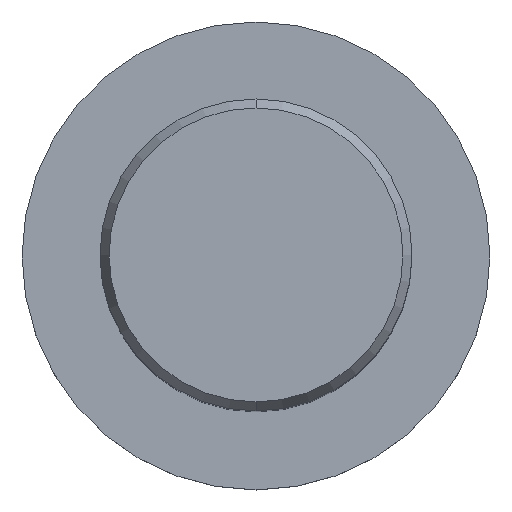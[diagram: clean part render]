
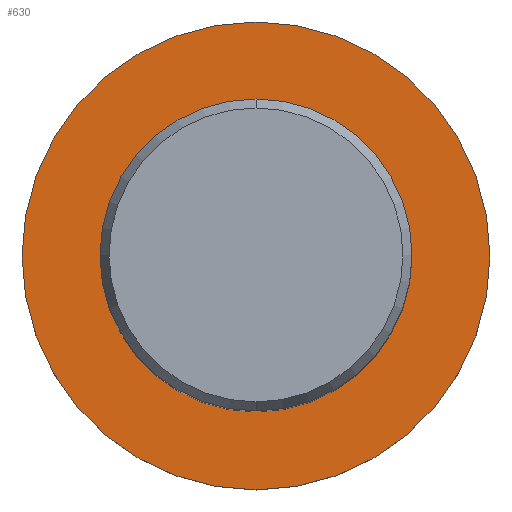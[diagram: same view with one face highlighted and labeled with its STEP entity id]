
A CAD part, top view. The second image highlights one B-rep face of the part: STEP entity #630.
In plain terms, the highlighted planar face has unit normal (0, 0, 1).
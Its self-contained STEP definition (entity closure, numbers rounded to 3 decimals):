
#382=VERTEX_POINT('',#858);
#530=EDGE_CURVE('',#540,#574,#1016,.T.);
#540=VERTEX_POINT('',#1027);
#548=EDGE_CURVE('',#574,#540,#1036,.T.);
#564=VERTEX_POINT('',#1052);
#566=EDGE_CURVE('',#564,#382,#1054,.T.);
#574=VERTEX_POINT('',#1062);
#578=EDGE_CURVE('',#382,#564,#1067,.T.);
#630=ADVANCED_FACE('',(#1123,#1124),#1125,.T.);
#858=CARTESIAN_POINT('',(0.,-24.0,-60.0));
#1016=CIRCLE('',#1822,16.0);
#1027=CARTESIAN_POINT('',(0.0,16.0,-60.0));
#1036=CIRCLE('',#1846,16.0);
#1052=CARTESIAN_POINT('',(0.0,24.0,-60.0));
#1054=CIRCLE('',#1891,24.0);
#1062=CARTESIAN_POINT('',(0.,-16.0,-60.0));
#1067=CIRCLE('',#1915,24.0);
#1123=FACE_BOUND('',#1999,.T.);
#1124=FACE_OUTER_BOUND('',#2000,.T.);
#1125=PLANE('',#2001);
#1822=AXIS2_PLACEMENT_3D('',#2502,#2503,#2504);
#1846=AXIS2_PLACEMENT_3D('',#2532,#2533,#2534);
#1891=AXIS2_PLACEMENT_3D('',#2541,#2542,#2543);
#1915=AXIS2_PLACEMENT_3D('',#2550,#2551,#2552);
#1999=EDGE_LOOP('',(#2620,#2621));
#2000=EDGE_LOOP('',(#2622,#2623));
#2001=AXIS2_PLACEMENT_3D('',#2624,#2625,#2626);
#2502=CARTESIAN_POINT('',(0.0,0.0,-60.0));
#2503=DIRECTION('',(-0.0,0.0,-1.0));
#2504=DIRECTION('',(0.0,1.0,0.0));
#2532=CARTESIAN_POINT('',(0.0,0.0,-60.0));
#2533=DIRECTION('',(-0.0,0.0,-1.0));
#2534=DIRECTION('',(0.0,1.0,0.0));
#2541=CARTESIAN_POINT('',(0.0,0.0,-60.0));
#2542=DIRECTION('',(0.0,0.0,-1.0));
#2543=DIRECTION('',(0.0,1.0,0.0));
#2550=CARTESIAN_POINT('',(0.0,0.0,-60.0));
#2551=DIRECTION('',(0.0,0.0,-1.0));
#2552=DIRECTION('',(0.0,1.0,0.0));
#2620=ORIENTED_EDGE('',*,*,#530,.T.);
#2621=ORIENTED_EDGE('',*,*,#548,.T.);
#2622=ORIENTED_EDGE('',*,*,#566,.F.);
#2623=ORIENTED_EDGE('',*,*,#578,.F.);
#2624=CARTESIAN_POINT('',(0.0,12.0,-60.0));
#2625=DIRECTION('',(-0.0,0.0,1.0));
#2626=DIRECTION('',(0.0,-1.0,0.0));
